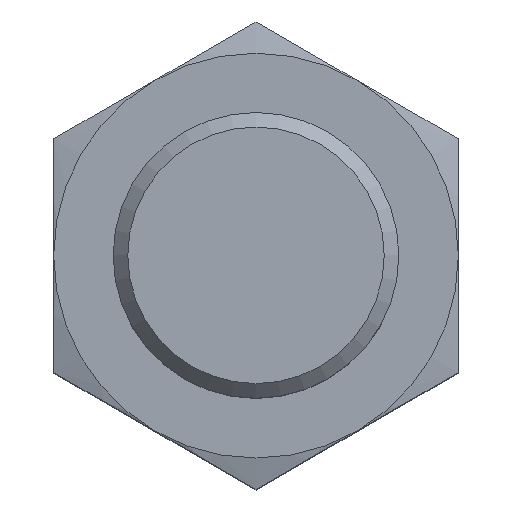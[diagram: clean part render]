
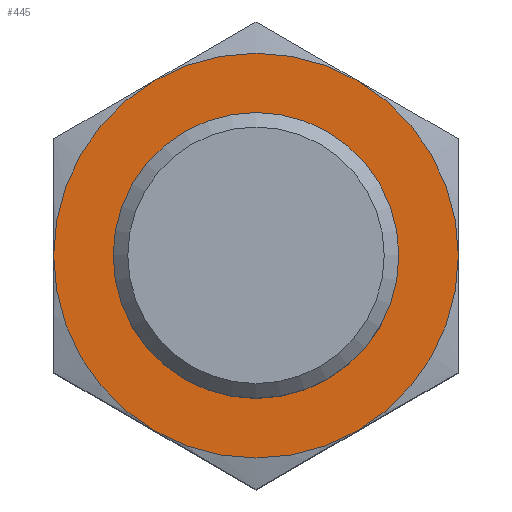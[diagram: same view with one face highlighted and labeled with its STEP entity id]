
A CAD part, top view. The second image highlights one B-rep face of the part: STEP entity #445.
In plain terms, the highlighted face is planar.
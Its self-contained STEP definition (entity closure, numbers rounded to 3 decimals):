
#68=PLANE('',#527);
#112=CIRCLE('',#512,8.5);
#113=CIRCLE('',#514,8.5);
#114=CIRCLE('',#516,8.5);
#115=CIRCLE('',#518,8.5);
#116=CIRCLE('',#520,8.5);
#119=CIRCLE('',#526,8.5);
#120=CIRCLE('',#528,6.);
#184=ORIENTED_EDGE('',*,*,#279,.F.);
#185=ORIENTED_EDGE('',*,*,#259,.T.);
#186=ORIENTED_EDGE('',*,*,#260,.T.);
#187=ORIENTED_EDGE('',*,*,#263,.T.);
#188=ORIENTED_EDGE('',*,*,#269,.T.);
#189=ORIENTED_EDGE('',*,*,#278,.T.);
#190=ORIENTED_EDGE('',*,*,#268,.T.);
#259=EDGE_CURVE('',#308,#310,#112,.T.);
#260=EDGE_CURVE('',#310,#311,#113,.T.);
#263=EDGE_CURVE('',#311,#313,#114,.T.);
#268=EDGE_CURVE('',#315,#308,#115,.T.);
#269=EDGE_CURVE('',#313,#317,#116,.T.);
#278=EDGE_CURVE('',#317,#315,#119,.T.);
#279=EDGE_CURVE('',#322,#322,#120,.T.);
#308=VERTEX_POINT('',#776);
#310=VERTEX_POINT('',#782);
#311=VERTEX_POINT('',#786);
#313=VERTEX_POINT('',#798);
#315=VERTEX_POINT('',#813);
#317=VERTEX_POINT('',#822);
#322=VERTEX_POINT('',#859);
#358=EDGE_LOOP('',(#184));
#359=EDGE_LOOP('',(#185,#186,#187,#188,#189,#190));
#404=FACE_BOUND('',#358,.T.);
#405=FACE_BOUND('',#359,.T.);
#445=ADVANCED_FACE('',(#404,#405),#68,.F.);
#512=AXIS2_PLACEMENT_3D('',#783,#604,#605);
#514=AXIS2_PLACEMENT_3D('',#785,#608,#609);
#516=AXIS2_PLACEMENT_3D('',#797,#612,#613);
#518=AXIS2_PLACEMENT_3D('',#819,#616,#617);
#520=AXIS2_PLACEMENT_3D('',#821,#620,#621);
#526=AXIS2_PLACEMENT_3D('',#856,#632,#633);
#527=AXIS2_PLACEMENT_3D('',#857,#634,#635);
#528=AXIS2_PLACEMENT_3D('',#858,#636,#637);
#604=DIRECTION('',(1.,0.,0.));
#605=DIRECTION('',(0.,0.,-1.));
#608=DIRECTION('',(1.,0.,0.));
#609=DIRECTION('',(0.,0.,-1.));
#612=DIRECTION('',(1.,0.,0.));
#613=DIRECTION('',(0.,0.,-1.));
#616=DIRECTION('',(1.,0.,0.));
#617=DIRECTION('',(0.,0.,-1.));
#620=DIRECTION('',(1.,0.,0.));
#621=DIRECTION('',(0.,0.,-1.));
#632=DIRECTION('',(1.,0.,0.));
#633=DIRECTION('',(0.,0.,-1.));
#634=DIRECTION('',(-1.,0.,0.));
#635=DIRECTION('',(0.,0.,1.));
#636=DIRECTION('',(1.,0.,0.));
#637=DIRECTION('',(0.,0.,-1.));
#776=CARTESIAN_POINT('',(4.,0.,-8.5));
#782=CARTESIAN_POINT('',(4.,7.361,-4.25));
#783=CARTESIAN_POINT('',(4.,0.,0.));
#785=CARTESIAN_POINT('',(4.,0.,0.));
#786=CARTESIAN_POINT('',(4.,7.361,4.25));
#797=CARTESIAN_POINT('',(4.,0.,0.));
#798=CARTESIAN_POINT('',(4.,0.,8.5));
#813=CARTESIAN_POINT('',(4.,-7.361,-4.25));
#819=CARTESIAN_POINT('',(4.,0.,0.));
#821=CARTESIAN_POINT('',(4.,0.,0.));
#822=CARTESIAN_POINT('',(4.,-7.361,4.25));
#856=CARTESIAN_POINT('',(4.,0.,0.));
#857=CARTESIAN_POINT('',(4.,8.5,0.));
#858=CARTESIAN_POINT('',(4.,0.,0.));
#859=CARTESIAN_POINT('',(4.,0.,-6.));
